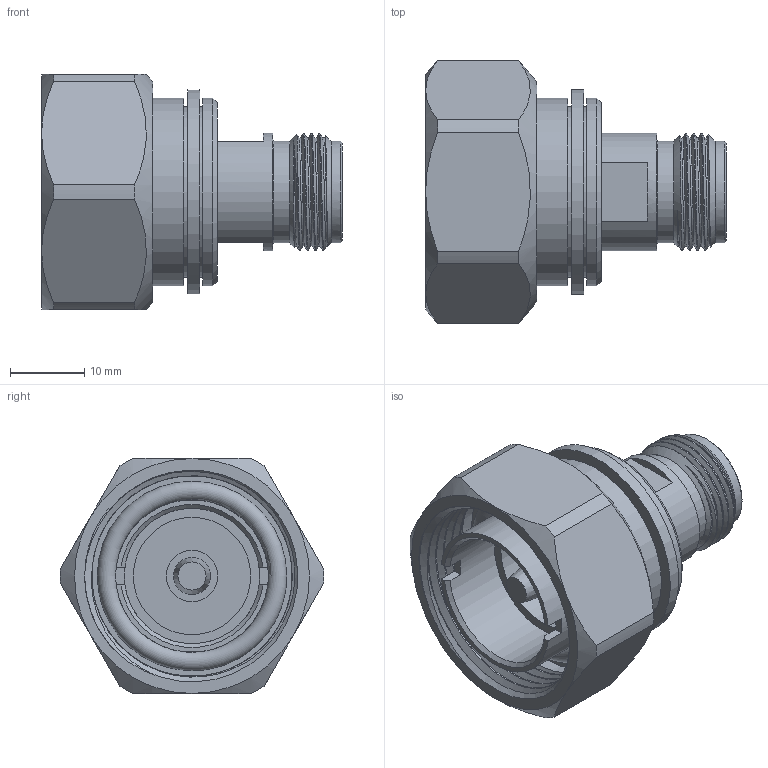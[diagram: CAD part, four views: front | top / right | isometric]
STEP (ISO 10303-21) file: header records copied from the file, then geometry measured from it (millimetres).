
FILE_DESCRIPTION (( 'STEP AP203' ), '1' );
FILE_NAME ('PE91212_3D.step', '2022-05-06T17:17:44', ( '' ), ( '' ), 'SwSTEP 2.0', 'SolidWorks 2021', '' );
FILE_SCHEMA (( 'CONFIG_CONTROL_DESIGN' ));
Length unit declared in the file: inch
Products named in the file (1): PE91212_3D
Bounding box: 40.64 x 35.58 x 31.75 mm (x, y, z)
Volume: 13936.1 mm3; surface area: 9617.7 mm2
Topology: 2 solids, 4 shells, 123 faces, 292 edges, 192 vertices
Faces by surface type: plane 55, cylinder 37, cone 22, bspline 6, torus 3
Full cylindrical faces by diameter (mm): 1.524 x1, 2.54 x1, 5 x1, 6.858 x1, 7.01 x1, 8.382 x1, 13.716 x2, 15.85 x1, 15.875 x1, 18.3 x1, 20.6 x2, 23.011 x1, 23.876 x1, 24.384 x1, 25.324 x2, 29.076 x1
Entity records: 7012 total; most frequent: CARTESIAN_POINT 4433, ORIENTED_EDGE 494, DIRECTION 492, EDGE_CURVE 247, AXIS2_PLACEMENT_3D 214, VERTEX_POINT 177, EDGE_LOOP 170, FACE_OUTER_BOUND 144
